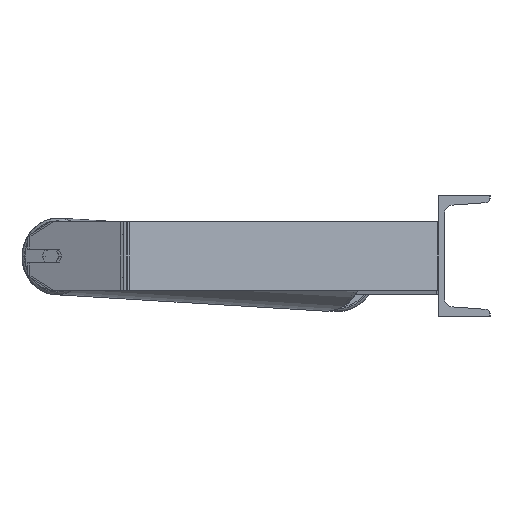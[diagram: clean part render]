
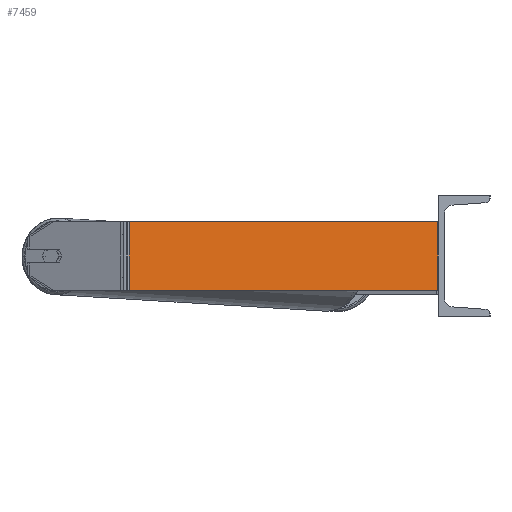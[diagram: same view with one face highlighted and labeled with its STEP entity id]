
A CAD part, left-side view. The second image highlights one B-rep face of the part: STEP entity #7459.
In plain terms, the highlighted planar face has unit normal (-0.985, -0.174, 0).
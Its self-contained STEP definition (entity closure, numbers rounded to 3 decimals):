
#100 = CARTESIAN_POINT ( 'NONE',  ( -1148.228, 358.586, -40. ) ) ;
#151 = VERTEX_POINT ( 'NONE', #7316 ) ;
#766 = ORIENTED_EDGE ( 'NONE', *, *, #4478, .T. ) ;
#1292 = DIRECTION ( 'NONE',  ( 0.174, -0.985, 0. ) ) ;
#1311 = AXIS2_PLACEMENT_3D ( 'NONE', #3356, #1766, #7940 ) ;
#1385 = LINE ( 'NONE', #2670, #2698 ) ;
#1443 = DIRECTION ( 'NONE',  ( 0.174, -0.985, 0. ) ) ;
#1676 = CARTESIAN_POINT ( 'NONE',  ( -1085., 0., 40. ) ) ;
#1766 = DIRECTION ( 'NONE',  ( 0.985, 0.174, 0. ) ) ;
#2135 = LINE ( 'NONE', #4972, #4171 ) ;
#2670 = CARTESIAN_POINT ( 'NONE',  ( -1149.104, 363.554, -40. ) ) ;
#2698 = VECTOR ( 'NONE', #1292, 1000. ) ;
#3356 = CARTESIAN_POINT ( 'NONE',  ( -1149.104, 363.554, 40. ) ) ;
#3637 = EDGE_CURVE ( 'NONE', #9137, #151, #7735, .T. ) ;
#3795 = DIRECTION ( 'NONE',  ( 0., 0., -1. ) ) ;
#3801 = CARTESIAN_POINT ( 'NONE',  ( -1085., 0., 40. ) ) ;
#3805 = VERTEX_POINT ( 'NONE', #100 ) ;
#4027 = ORIENTED_EDGE ( 'NONE', *, *, #5862, .F. ) ;
#4171 = VECTOR ( 'NONE', #1443, 1000. ) ;
#4448 = VECTOR ( 'NONE', #3795, 1000. ) ;
#4478 = EDGE_CURVE ( 'NONE', #5586, #3805, #6803, .T. ) ;
#4602 = PLANE ( 'NONE',  #1311 ) ;
#4972 = CARTESIAN_POINT ( 'NONE',  ( -1149.104, 363.554, 40. ) ) ;
#5194 = FACE_OUTER_BOUND ( 'NONE', #6573, .T. ) ;
#5500 = ORIENTED_EDGE ( 'NONE', *, *, #7052, .T. ) ;
#5586 = VERTEX_POINT ( 'NONE', #5777 ) ;
#5777 = CARTESIAN_POINT ( 'NONE',  ( -1148.228, 358.586, 40. ) ) ;
#5862 = EDGE_CURVE ( 'NONE', #5586, #9137, #2135, .T. ) ;
#6057 = ORIENTED_EDGE ( 'NONE', *, *, #3637, .F. ) ;
#6573 = EDGE_LOOP ( 'NONE', ( #5500, #6057, #4027, #766 ) ) ;
#6660 = VECTOR ( 'NONE', #8921, 1000. ) ;
#6803 = LINE ( 'NONE', #8260, #6660 ) ;
#7052 = EDGE_CURVE ( 'NONE', #3805, #151, #1385, .T. ) ;
#7316 = CARTESIAN_POINT ( 'NONE',  ( -1085., 0., -40. ) ) ;
#7459 = ADVANCED_FACE ( 'NONE', ( #5194 ), #4602, .F. ) ;
#7735 = LINE ( 'NONE', #1676, #4448 ) ;
#7940 = DIRECTION ( 'NONE',  ( -0.174, 0.985, 0. ) ) ;
#8260 = CARTESIAN_POINT ( 'NONE',  ( -1148.228, 358.586, 40. ) ) ;
#8921 = DIRECTION ( 'NONE',  ( 0., 0., -1. ) ) ;
#9137 = VERTEX_POINT ( 'NONE', #3801 ) ;
